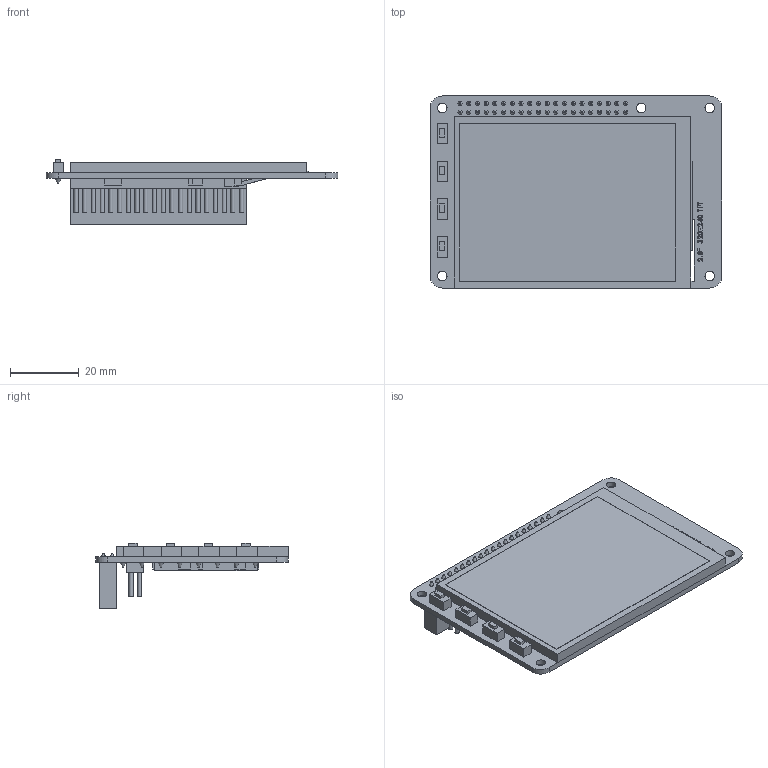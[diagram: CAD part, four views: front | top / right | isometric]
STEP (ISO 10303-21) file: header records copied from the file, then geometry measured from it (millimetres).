
FILE_DESCRIPTION(('FreeCAD Model'),'2;1');
FILE_NAME('Open CASCADE Shape Model','2021-01-05T10:56:04',('Author'),( ''),'Open CASCADE STEP processor 7.4','FreeCAD','Unknown');
FILE_SCHEMA(('AUTOMOTIVE_DESIGN { 1 0 10303 214 1 1 1 1 }'));
Length unit declared in the file: millimetre
Products named in the file (1): piTFT2.8
Bounding box: 85 x 56 x 19 mm (x, y, z)
Volume: 22267.5 mm3; surface area: 16886.4 mm2
Topology: 1 solids, 1 shells, 631 faces, 1404 edges, 934 vertices
Faces by surface type: plane 339, extrusion 155, cylinder 89, cone 48
Full cylindrical faces by diameter (mm): 1.2 x80, 2.8 x5
Entity records: 38912 total; most frequent: CARTESIAN_POINT 7424, DIRECTION 4879, VECTOR 3103, LINE 2948, ORIENTED_EDGE 2808, PCURVE 2808, DEFINITIONAL_REPRESENTATION 2808, EDGE_CURVE 1404
